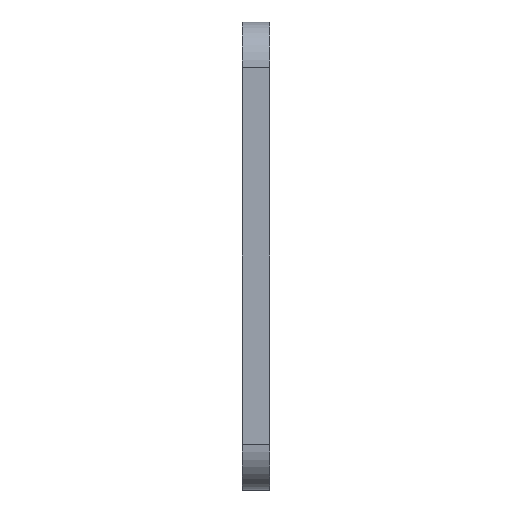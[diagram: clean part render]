
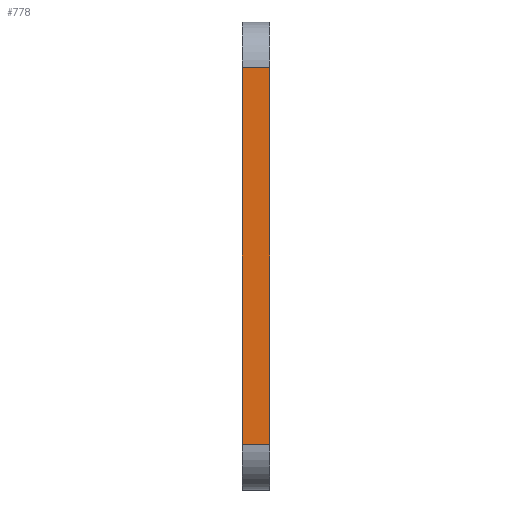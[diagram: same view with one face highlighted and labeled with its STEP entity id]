
A CAD part, left-side view. The second image highlights one B-rep face of the part: STEP entity #778.
In plain terms, the highlighted planar face has unit normal (-1, 0, 0).
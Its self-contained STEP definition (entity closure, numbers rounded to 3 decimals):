
#41 = LINE ( 'NONE', #1256, #575 ) ;
#45 = LINE ( 'NONE', #859, #385 ) ;
#100 = ORIENTED_EDGE ( 'NONE', *, *, #1246, .T. ) ;
#217 = PLANE ( 'NONE',  #1022 ) ;
#291 = CARTESIAN_POINT ( 'NONE',  ( -67., 0., -20.5 ) ) ;
#302 = VERTEX_POINT ( 'NONE', #291 ) ;
#310 = DIRECTION ( 'NONE',  ( 0., 0., -1. ) ) ;
#325 = CARTESIAN_POINT ( 'NONE',  ( -67., 0., -25.5 ) ) ;
#385 = VECTOR ( 'NONE', #1156, 1000. ) ;
#461 = EDGE_CURVE ( 'NONE', #302, #643, #838, .T. ) ;
#501 = EDGE_LOOP ( 'NONE', ( #726, #1134, #1024, #100 ) ) ;
#568 = CARTESIAN_POINT ( 'NONE',  ( -67., 3., -20.5 ) ) ;
#575 = VECTOR ( 'NONE', #963, 1000. ) ;
#618 = EDGE_CURVE ( 'NONE', #1056, #725, #45, .T. ) ;
#639 = DIRECTION ( 'NONE',  ( 0., 0., 1. ) ) ;
#642 = CARTESIAN_POINT ( 'NONE',  ( -67., 3., 20.5 ) ) ;
#643 = VERTEX_POINT ( 'NONE', #1057 ) ;
#725 = VERTEX_POINT ( 'NONE', #916 ) ;
#726 = ORIENTED_EDGE ( 'NONE', *, *, #461, .T. ) ;
#778 = ADVANCED_FACE ( 'NONE', ( #807 ), #217, .F. ) ;
#807 = FACE_OUTER_BOUND ( 'NONE', #501, .T. ) ;
#838 = LINE ( 'NONE', #325, #1192 ) ;
#859 = CARTESIAN_POINT ( 'NONE',  ( -67., 3., -25.5 ) ) ;
#912 = EDGE_CURVE ( 'NONE', #643, #725, #1237, .T. ) ;
#916 = CARTESIAN_POINT ( 'NONE',  ( -67., 3., 20.5 ) ) ;
#923 = DIRECTION ( 'NONE',  ( 1., 0., 0. ) ) ;
#963 = DIRECTION ( 'NONE',  ( 0., -1., 0. ) ) ;
#1022 = AXIS2_PLACEMENT_3D ( 'NONE', #1217, #923, #310 ) ;
#1024 = ORIENTED_EDGE ( 'NONE', *, *, #618, .F. ) ;
#1048 = VECTOR ( 'NONE', #1055, 1000. ) ;
#1055 = DIRECTION ( 'NONE',  ( 0., 1., 0. ) ) ;
#1056 = VERTEX_POINT ( 'NONE', #568 ) ;
#1057 = CARTESIAN_POINT ( 'NONE',  ( -67., 0., 20.5 ) ) ;
#1134 = ORIENTED_EDGE ( 'NONE', *, *, #912, .T. ) ;
#1156 = DIRECTION ( 'NONE',  ( 0., 0., 1. ) ) ;
#1192 = VECTOR ( 'NONE', #639, 1000. ) ;
#1217 = CARTESIAN_POINT ( 'NONE',  ( -67., 3., -25.5 ) ) ;
#1237 = LINE ( 'NONE', #642, #1048 ) ;
#1246 = EDGE_CURVE ( 'NONE', #1056, #302, #41, .T. ) ;
#1256 = CARTESIAN_POINT ( 'NONE',  ( -67., 3., -20.5 ) ) ;
